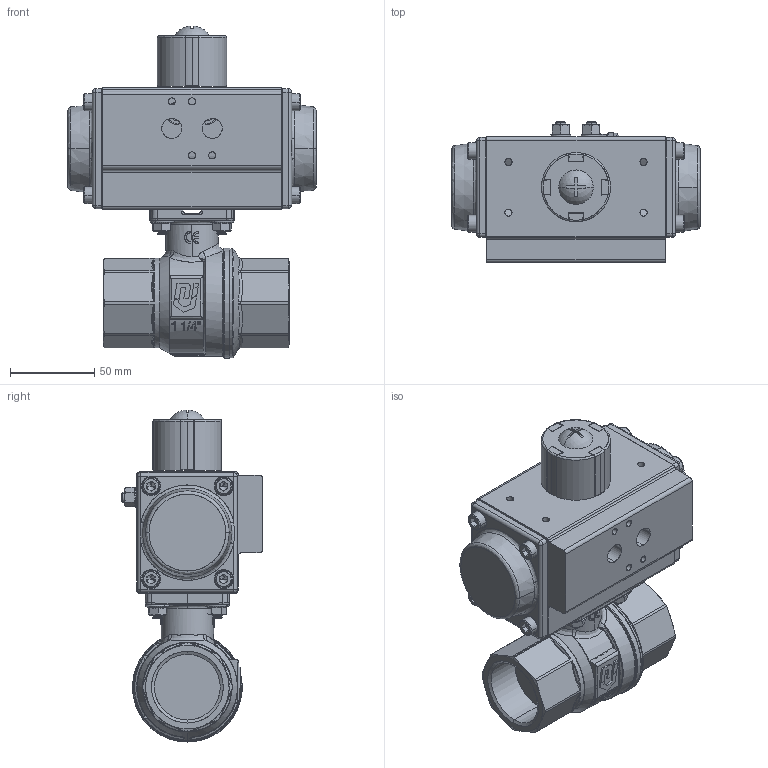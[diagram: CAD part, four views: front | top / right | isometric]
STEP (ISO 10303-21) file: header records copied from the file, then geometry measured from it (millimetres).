
FILE_DESCRIPTION (( 'STEP AP214' ), '1' );
FILE_NAME ('PK01_DN32_doppeltwirkend (PK01000006).STEP', '2022-01-14T13:17:23', ( '' ), ( '' ), 'SwSTEP 2.0', 'SolidWorks 2021', '' );
FILE_SCHEMA (( 'AUTOMOTIVE_DESIGN' ));
Length unit declared in the file: metre
Products named in the file (1): PK01_DN32_doppeltwirkend (PK01000006)
Bounding box: 147 x 83.5 x 196.65 mm (x, y, z)
Surface area: 109250.1 mm2 (no closed solid volume)
Topology: 0 solids, 874 shells, 1099 faces, 4954 edges, 4688 vertices
Faces by surface type: plane 371, bspline 277, cylinder 260, cone 181, torus 8, sphere 2
Entity records: 91635 total; most frequent: CARTESIAN_POINT 43882, DIRECTION 6268, ORIENTED_EDGE 5392, EDGE_CURVE 4920, VERTEX_POINT 4688, AXIS2_PLACEMENT_3D 2165, LINE 1938, VECTOR 1938
